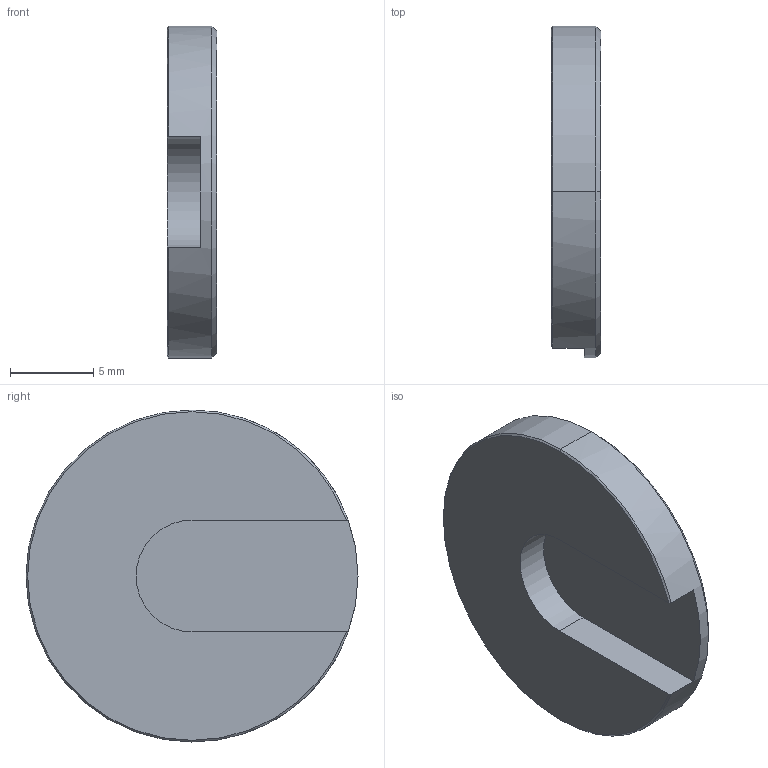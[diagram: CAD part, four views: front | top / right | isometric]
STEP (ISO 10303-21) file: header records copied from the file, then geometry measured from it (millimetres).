
FILE_DESCRIPTION (( 'STEP AP214' ), '1' );
FILE_NAME ('Contact area.STEP', '2020-10-24T05:03:33', ( 'Valera' ), ( '' ), 'SwSTEP 2.0', 'SolidWorks 2020', '' );
FILE_SCHEMA (( 'AUTOMOTIVE_DESIGN' ));
Length unit declared in the file: millimetre
Products named in the file (1): Contact area
Bounding box: 3 x 20 x 20 mm (x, y, z)
Volume: 771.7 mm3; surface area: 847.4 mm2
Topology: 1 solids, 1 shells, 13 faces, 29 edges, 18 vertices
Faces by surface type: cone 5, plane 5, cylinder 3
Entity records: 400 total; most frequent: DIRECTION 68, CARTESIAN_POINT 67, ORIENTED_EDGE 58, EDGE_CURVE 29, AXIS2_PLACEMENT_3D 27, VERTEX_POINT 18, VECTOR 14, LINE 14
